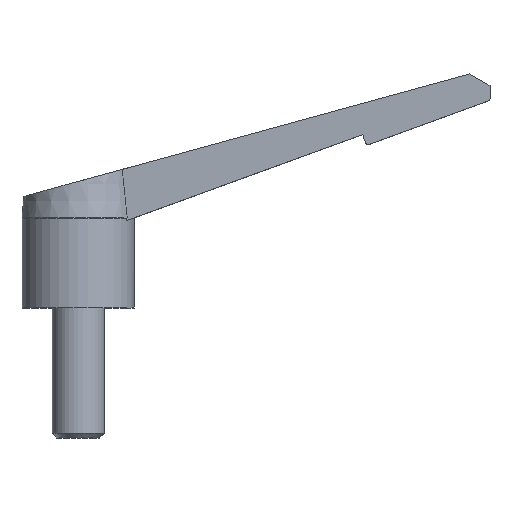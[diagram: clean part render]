
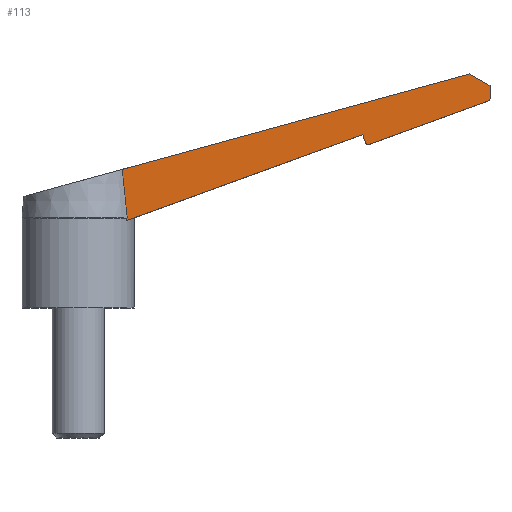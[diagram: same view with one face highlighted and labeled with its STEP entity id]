
A CAD part, top view. The second image highlights one B-rep face of the part: STEP entity #113.
In plain terms, the highlighted planar face has unit normal (0, 0, 1).
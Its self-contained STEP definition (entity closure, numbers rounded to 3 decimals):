
#113 = ADVANCED_FACE( '', ( #197 ), #198, .T. );
#197 = FACE_OUTER_BOUND( '', #286, .T. );
#198 = PLANE( '', #287 );
#286 = EDGE_LOOP( '', ( #601, #602, #603, #604, #605, #606, #607, #608, #609, #610, #611 ) );
#287 = AXIS2_PLACEMENT_3D( '', #612, #613, #614 );
#601 = ORIENTED_EDGE( '', *, *, #759, .F. );
#602 = ORIENTED_EDGE( '', *, *, #734, .T. );
#603 = ORIENTED_EDGE( '', *, *, #724, .T. );
#604 = ORIENTED_EDGE( '', *, *, #751, .T. );
#605 = ORIENTED_EDGE( '', *, *, #753, .T. );
#606 = ORIENTED_EDGE( '', *, *, #755, .T. );
#607 = ORIENTED_EDGE( '', *, *, #757, .T. );
#608 = ORIENTED_EDGE( '', *, *, #758, .T. );
#609 = ORIENTED_EDGE( '', *, *, #748, .T. );
#610 = ORIENTED_EDGE( '', *, *, #760, .F. );
#611 = ORIENTED_EDGE( '', *, *, #667, .F. );
#612 = CARTESIAN_POINT( '', ( 0., 0., 6.5 ) );
#613 = DIRECTION( '', ( 0., 0., 1. ) );
#614 = DIRECTION( '', ( 1., 0., 0. ) );
#667 = EDGE_CURVE( '', #795, #797, #798, .T. );
#724 = EDGE_CURVE( '', #892, #890, #893, .T. );
#734 = EDGE_CURVE( '', #908, #892, #909, .T. );
#748 = EDGE_CURVE( '', #929, #927, #930, .T. );
#751 = EDGE_CURVE( '', #890, #932, #934, .T. );
#753 = EDGE_CURVE( '', #932, #935, #937, .T. );
#755 = EDGE_CURVE( '', #935, #938, #940, .T. );
#757 = EDGE_CURVE( '', #938, #941, #943, .T. );
#758 = EDGE_CURVE( '', #941, #929, #944, .T. );
#759 = EDGE_CURVE( '', #908, #795, #945, .T. );
#760 = EDGE_CURVE( '', #797, #927, #946, .T. );
#795 = VERTEX_POINT( '', #995 );
#797 = VERTEX_POINT( '', #997 );
#798 = B_SPLINE_CURVE_WITH_KNOTS( '', 3, ( #998, #999, #1000, #1001, #1002, #1003, #1004, #1005, #1006, #1007 ), .UNSPECIFIED., .F., .F., ( 4, 2, 2, 2, 4 ), ( -0.32, -0.284, -0.246, -0.204, -0.16 ), .UNSPECIFIED. );
#890 = VERTEX_POINT( '', #1164 );
#892 = VERTEX_POINT( '', #1167 );
#893 = LINE( '', #1168, #1169 );
#908 = VERTEX_POINT( '', #1246 );
#909 = LINE( '', #1247, #1248 );
#927 = VERTEX_POINT( '', #1280 );
#929 = VERTEX_POINT( '', #1282 );
#930 = LINE( '', #1283, #1284 );
#932 = VERTEX_POINT( '', #1287 );
#934 = CIRCLE( '', #1290, 0.4 );
#935 = VERTEX_POINT( '', #1291 );
#937 = LINE( '', #1294, #1295 );
#938 = VERTEX_POINT( '', #1296 );
#940 = CIRCLE( '', #1299, 0.5 );
#941 = VERTEX_POINT( '', #1300 );
#943 = LINE( '', #1303, #1304 );
#944 = LINE( '', #1305, #1306 );
#945 = LINE( '', #1307, #1308 );
#946 = ( B_SPLINE_CURVE( 2, ( #1310, #1311, #1312 ), .UNSPECIFIED., .F., .F. )B_SPLINE_CURVE_WITH_KNOTS( ( 3, 3 ), ( 0., 9.896 ), .UNSPECIFIED. )RATIONAL_B_SPLINE_CURVE( ( 1., 1.004, 1.005 ) )BOUNDED_CURVE(  )REPRESENTATION_ITEM( '' )GEOMETRIC_REPRESENTATION_ITEM(  )CURVE(  ) );
#995 = CARTESIAN_POINT( '', ( 11.143, 20.7, 6.5 ) );
#997 = CARTESIAN_POINT( '', ( 11.258, 20.8, 6.5 ) );
#998 = CARTESIAN_POINT( '', ( 11.143, 20.7, 6.5 ) );
#999 = CARTESIAN_POINT( '', ( 11.143, 20.712, 6.5 ) );
#1000 = CARTESIAN_POINT( '', ( 11.146, 20.726, 6.5 ) );
#1001 = CARTESIAN_POINT( '', ( 11.156, 20.748, 6.5 ) );
#1002 = CARTESIAN_POINT( '', ( 11.165, 20.76, 6.5 ) );
#1003 = CARTESIAN_POINT( '', ( 11.185, 20.778, 6.5 ) );
#1004 = CARTESIAN_POINT( '', ( 11.199, 20.787, 6.5 ) );
#1005 = CARTESIAN_POINT( '', ( 11.226, 20.797, 6.5 ) );
#1006 = CARTESIAN_POINT( '', ( 11.243, 20.8, 6.5 ) );
#1007 = CARTESIAN_POINT( '', ( 11.258, 20.8, 6.5 ) );
#1164 = CARTESIAN_POINT( '', ( 66.363, 37.921, 6.5 ) );
#1167 = CARTESIAN_POINT( '', ( 65.611, 39.989, 6.5 ) );
#1168 = CARTESIAN_POINT( '', ( 65.611, 39.989, 6.5 ) );
#1169 = VECTOR( '', #1447, 1. );
#1246 = CARTESIAN_POINT( '', ( 11.143, 20.164, 6.5 ) );
#1247 = CARTESIAN_POINT( '', ( 0., 16.108, 6.5 ) );
#1248 = VECTOR( '', #1461, 1. );
#1280 = CARTESIAN_POINT( '', ( 10.114, 31.972, 6.5 ) );
#1282 = CARTESIAN_POINT( '', ( 90.25, 54., 6.5 ) );
#1283 = CARTESIAN_POINT( '', ( 90.25, 54., 6.5 ) );
#1284 = VECTOR( '', #1488, 1. );
#1287 = CARTESIAN_POINT( '', ( 66.876, 37.682, 6.5 ) );
#1290 = AXIS2_PLACEMENT_3D( '', #1491, #1492, #1493 );
#1291 = CARTESIAN_POINT( '', ( 94.671, 47.799, 6.5 ) );
#1294 = CARTESIAN_POINT( '', ( 66.876, 37.682, 6.5 ) );
#1295 = VECTOR( '', #1495, 1. );
#1296 = CARTESIAN_POINT( '', ( 95., 48.269, 6.5 ) );
#1299 = AXIS2_PLACEMENT_3D( '', #1497, #1498, #1499 );
#1300 = CARTESIAN_POINT( '', ( 95., 51.3, 6.5 ) );
#1303 = CARTESIAN_POINT( '', ( 95., 48.269, 6.5 ) );
#1304 = VECTOR( '', #1501, 1. );
#1305 = CARTESIAN_POINT( '', ( 95., 51.3, 6.5 ) );
#1306 = VECTOR( '', #1502, 1. );
#1307 = CARTESIAN_POINT( '', ( 11.143, 18.404, 6.5 ) );
#1308 = VECTOR( '', #1503, 1. );
#1310 = CARTESIAN_POINT( '', ( 11.258, 20.8, 6.5 ) );
#1311 = CARTESIAN_POINT( '', ( 10.664, 26.685, 6.5 ) );
#1312 = CARTESIAN_POINT( '', ( 10.114, 31.972, 6.5 ) );
#1447 = DIRECTION( '', ( 0.342, -0.94, 0. ) );
#1461 = DIRECTION( '', ( 0.94, 0.342, 0. ) );
#1488 = DIRECTION( '', ( -0.964, -0.265, 0. ) );
#1491 = CARTESIAN_POINT( '', ( 66.739, 38.058, 6.5 ) );
#1492 = DIRECTION( '', ( 0., 0., 1. ) );
#1493 = DIRECTION( '', ( -0.94, -0.342, 0. ) );
#1495 = DIRECTION( '', ( 0.94, 0.342, 0. ) );
#1497 = CARTESIAN_POINT( '', ( 94.5, 48.269, 6.5 ) );
#1498 = DIRECTION( '', ( 0., 0., 1. ) );
#1499 = DIRECTION( '', ( 0.342, -0.94, 0. ) );
#1501 = DIRECTION( '', ( 0., 1., 0. ) );
#1502 = DIRECTION( '', ( -0.869, 0.494, 0. ) );
#1503 = DIRECTION( '', ( 0., 1., 0. ) );
